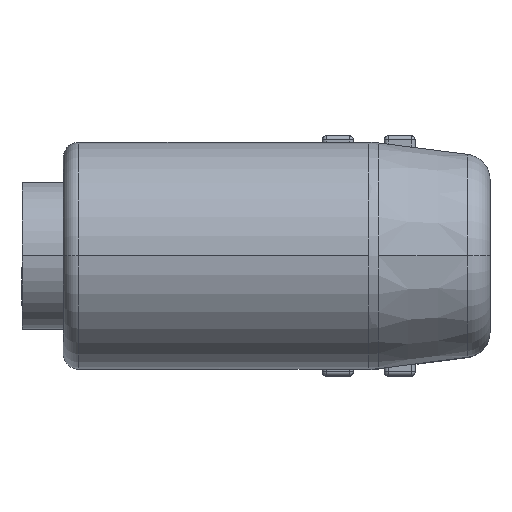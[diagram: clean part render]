
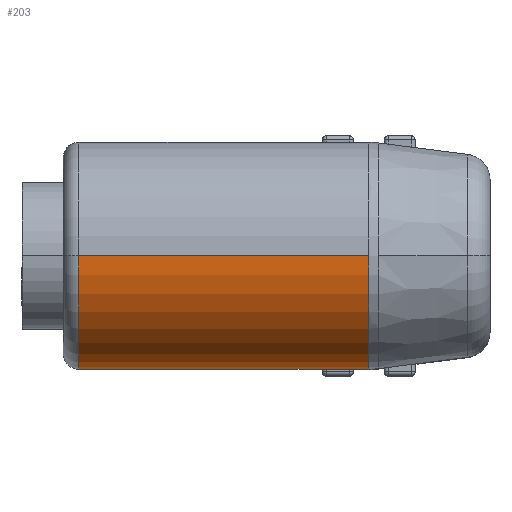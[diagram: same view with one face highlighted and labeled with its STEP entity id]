
A CAD part, top view. The second image highlights one B-rep face of the part: STEP entity #203.
In plain terms, the highlighted cylindrical face has radius 4.4 mm (diameter 8.8 mm), a partial arc.
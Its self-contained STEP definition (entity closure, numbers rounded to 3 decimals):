
#203=ADVANCED_FACE('',(#521),#522,.T.);
#521=FACE_OUTER_BOUND('',#957,.T.);
#522=CYLINDRICAL_SURFACE('',#958,4.4);
#957=EDGE_LOOP('',(#1506,#1507,#1508,#1509,#1510,#1511,#1512,#1513,#1514,#1515,#1516,#1517,#1518,#1519));
#958=AXIS2_PLACEMENT_3D('',#1520,#1521,#1522);
#1506=ORIENTED_EDGE('',*,*,#2622,.F.);
#1507=ORIENTED_EDGE('',*,*,#2623,.F.);
#1508=ORIENTED_EDGE('',*,*,#2624,.F.);
#1509=ORIENTED_EDGE('',*,*,#2625,.T.);
#1510=ORIENTED_EDGE('',*,*,#2626,.T.);
#1511=ORIENTED_EDGE('',*,*,#2627,.T.);
#1512=ORIENTED_EDGE('',*,*,#2628,.F.);
#1513=ORIENTED_EDGE('',*,*,#2629,.T.);
#1514=ORIENTED_EDGE('',*,*,#2630,.F.);
#1515=ORIENTED_EDGE('',*,*,#2631,.T.);
#1516=ORIENTED_EDGE('',*,*,#2632,.F.);
#1517=ORIENTED_EDGE('',*,*,#2633,.T.);
#1518=ORIENTED_EDGE('',*,*,#2634,.T.);
#1519=ORIENTED_EDGE('',*,*,#2635,.T.);
#1520=CARTESIAN_POINT('',(4.7,0.0,0.));
#1521=DIRECTION('',(-1.0,0.0,0.));
#1522=DIRECTION('',(0.,0.0,1.0));
#2622=EDGE_CURVE('',#3072,#3128,#3129,.T.);
#2623=EDGE_CURVE('',#3075,#3072,#3130,.T.);
#2624=EDGE_CURVE('',#3131,#3075,#3132,.T.);
#2625=EDGE_CURVE('',#3131,#3133,#3134,.T.);
#2626=EDGE_CURVE('',#3133,#3135,#3136,.T.);
#2627=EDGE_CURVE('',#3135,#3137,#3138,.T.);
#2628=EDGE_CURVE('',#3139,#3137,#3140,.T.);
#2629=EDGE_CURVE('',#3139,#3141,#3142,.T.);
#2630=EDGE_CURVE('',#3143,#3141,#3144,.T.);
#2631=EDGE_CURVE('',#3143,#3145,#3146,.T.);
#2632=EDGE_CURVE('',#3147,#3145,#3148,.T.);
#2633=EDGE_CURVE('',#3147,#3149,#3150,.T.);
#2634=EDGE_CURVE('',#3149,#3151,#3152,.T.);
#2635=EDGE_CURVE('',#3151,#3128,#3153,.T.);
#3072=VERTEX_POINT('',#3718);
#3075=VERTEX_POINT('',#3721);
#3128=VERTEX_POINT('',#3784);
#3129=LINE('',#3785,#3786);
#3130=CIRCLE('',#3787,4.4);
#3131=VERTEX_POINT('',#3788);
#3132=LINE('',#3789,#3790);
#3133=VERTEX_POINT('',#3791);
#3134=CIRCLE('',#3792,4.4);
#3135=VERTEX_POINT('',#3793);
#3136=B_SPLINE_CURVE_WITH_KNOTS('',3,(#3794,#3795,#3796,#3797,#3798,#3799,#3800,#3801,#3802,#3803,#3804,#3805),.UNSPECIFIED.,.F.,.F.,(4,2,2,2,2,4),(0.,0.,0.001,0.001,0.002,0.002),.UNSPECIFIED.);
#3137=VERTEX_POINT('',#3806);
#3138=ELLIPSE('',#3807,34.628,4.4);
#3139=VERTEX_POINT('',#3808);
#3140=CIRCLE('',#3809,4.4);
#3141=VERTEX_POINT('',#3810);
#3142=B_SPLINE_CURVE_WITH_KNOTS('',3,(#3811,#3812,#3813,#3814,#3815,#3816,#3817,#3818,#3819,#3820,#3821,#3822,#3823,#3824,#3825,#3826),.UNSPECIFIED.,.F.,.F.,(4,3,3,3,3,4),(0.0,0.,0.,0.,0.,0.),.UNSPECIFIED.);
#3143=VERTEX_POINT('',#3827);
#3144=LINE('',#3828,#3829);
#3145=VERTEX_POINT('',#3830);
#3146=B_SPLINE_CURVE_WITH_KNOTS('',3,(#3831,#3832,#3833,#3834,#3835,#3836,#3837,#3838,#3839,#3840,#3841,#3842,#3843,#3844,#3845,#3846),.UNSPECIFIED.,.F.,.F.,(4,3,3,3,3,4),(0.,0.,0.,0.,0.,0.),.UNSPECIFIED.);
#3147=VERTEX_POINT('',#3847);
#3148=CIRCLE('',#3848,4.4);
#3149=VERTEX_POINT('',#3849);
#3150=ELLIPSE('',#3850,34.628,4.4);
#3151=VERTEX_POINT('',#3851);
#3152=B_SPLINE_CURVE_WITH_KNOTS('',3,(#3852,#3853,#3854,#3855),.UNSPECIFIED.,.F.,.F.,(4,4),(0.,0.001),.UNSPECIFIED.);
#3153=CIRCLE('',#3856,4.4);
#3718=CARTESIAN_POINT('',(-11.25,0.0,4.4));
#3721=CARTESIAN_POINT('',(-11.25,0.,-4.4));
#3784=CARTESIAN_POINT('',(0.,0.,4.4));
#3785=CARTESIAN_POINT('',(-5.625,0.,4.4));
#3786=VECTOR('',#4627,1.0);
#3787=AXIS2_PLACEMENT_3D('',#4628,#4629,#4630);
#3788=CARTESIAN_POINT('',(-4.7,0.,-4.4));
#3789=CARTESIAN_POINT('',(-5.625,0.,-4.4));
#3790=VECTOR('',#4631,1.0);
#3791=CARTESIAN_POINT('',(-4.7,-2.942,-3.271));
#3792=AXIS2_PLACEMENT_3D('',#4632,#4633,#4634);
#3793=CARTESIAN_POINT('',(-3.827,-3.934,-1.97));
#3794=CARTESIAN_POINT('',(-4.7,-2.942,-3.271));
#3795=CARTESIAN_POINT('',(-4.7,-3.065,-3.161));
#3796=CARTESIAN_POINT('',(-4.678,-3.178,-3.047));
#3797=CARTESIAN_POINT('',(-4.602,-3.389,-2.811));
#3798=CARTESIAN_POINT('',(-4.547,-3.486,-2.689));
#3799=CARTESIAN_POINT('',(-4.408,-3.657,-2.451));
#3800=CARTESIAN_POINT('',(-4.323,-3.734,-2.331));
#3801=CARTESIAN_POINT('',(-4.166,-3.829,-2.168));
#3802=CARTESIAN_POINT('',(-4.108,-3.858,-2.116));
#3803=CARTESIAN_POINT('',(-3.979,-3.905,-2.028));
#3804=CARTESIAN_POINT('',(-3.907,-3.924,-1.991));
#3805=CARTESIAN_POINT('',(-3.827,-3.934,-1.97));
#3806=CARTESIAN_POINT('',(-1.8,-4.194,-1.331));
#3807=AXIS2_PLACEMENT_3D('',#4635,#4636,#4637);
#3808=CARTESIAN_POINT('',(-1.8,-4.397,-0.15));
#3809=AXIS2_PLACEMENT_3D('',#4638,#4639,#4640);
#3810=CARTESIAN_POINT('',(-1.65,-4.4,0.));
#3811=CARTESIAN_POINT('',(-1.8,-4.397,-0.15));
#3812=CARTESIAN_POINT('',(-1.8,-4.398,-0.133));
#3813=CARTESIAN_POINT('',(-1.797,-4.398,-0.116));
#3814=CARTESIAN_POINT('',(-1.792,-4.399,-0.1));
#3815=CARTESIAN_POINT('',(-1.786,-4.399,-0.085));
#3816=CARTESIAN_POINT('',(-1.778,-4.399,-0.069));
#3817=CARTESIAN_POINT('',(-1.767,-4.4,-0.056));
#3818=CARTESIAN_POINT('',(-1.757,-4.4,-0.043));
#3819=CARTESIAN_POINT('',(-1.744,-4.4,-0.032));
#3820=CARTESIAN_POINT('',(-1.73,-4.4,-0.023));
#3821=CARTESIAN_POINT('',(-1.715,-4.4,-0.014));
#3822=CARTESIAN_POINT('',(-1.699,-4.4,-0.007));
#3823=CARTESIAN_POINT('',(-1.683,-4.4,-0.004));
#3824=CARTESIAN_POINT('',(-1.672,-4.4,-0.001));
#3825=CARTESIAN_POINT('',(-1.661,-4.4,0.));
#3826=CARTESIAN_POINT('',(-1.65,-4.4,0.));
#3827=CARTESIAN_POINT('',(-0.75,-4.4,0.));
#3828=CARTESIAN_POINT('',(4.7,-4.4,0.0));
#3829=VECTOR('',#4641,1000.0);
#3830=CARTESIAN_POINT('',(-0.6,-4.397,-0.15));
#3831=CARTESIAN_POINT('',(-0.75,-4.4,0.));
#3832=CARTESIAN_POINT('',(-0.733,-4.4,0.));
#3833=CARTESIAN_POINT('',(-0.716,-4.4,-0.003));
#3834=CARTESIAN_POINT('',(-0.7,-4.4,-0.008));
#3835=CARTESIAN_POINT('',(-0.685,-4.4,-0.014));
#3836=CARTESIAN_POINT('',(-0.669,-4.4,-0.022));
#3837=CARTESIAN_POINT('',(-0.656,-4.4,-0.033));
#3838=CARTESIAN_POINT('',(-0.643,-4.4,-0.043));
#3839=CARTESIAN_POINT('',(-0.632,-4.4,-0.056));
#3840=CARTESIAN_POINT('',(-0.623,-4.399,-0.07));
#3841=CARTESIAN_POINT('',(-0.614,-4.399,-0.085));
#3842=CARTESIAN_POINT('',(-0.607,-4.399,-0.101));
#3843=CARTESIAN_POINT('',(-0.604,-4.398,-0.117));
#3844=CARTESIAN_POINT('',(-0.601,-4.398,-0.128));
#3845=CARTESIAN_POINT('',(-0.6,-4.398,-0.139));
#3846=CARTESIAN_POINT('',(-0.6,-4.397,-0.15));
#3847=CARTESIAN_POINT('',(-0.6,-4.348,-0.677));
#3848=AXIS2_PLACEMENT_3D('',#4642,#4643,#4644);
#3849=CARTESIAN_POINT('',(-0.381,-4.376,-0.462));
#3850=AXIS2_PLACEMENT_3D('',#4645,#4646,#4647);
#3851=CARTESIAN_POINT('',(0.,-4.4,0.0));
#3852=CARTESIAN_POINT('',(-0.381,-4.376,-0.462));
#3853=CARTESIAN_POINT('',(-0.254,-4.392,-0.308));
#3854=CARTESIAN_POINT('',(-0.127,-4.4,-0.154));
#3855=CARTESIAN_POINT('',(0.,-4.4,0.));
#3856=AXIS2_PLACEMENT_3D('',#4648,#4649,#4650);
#4627=DIRECTION('',(1.0,-0.0,0.));
#4628=CARTESIAN_POINT('',(-11.25,0.0,0.));
#4629=DIRECTION('',(-1.0,0.0,0.));
#4630=DIRECTION('',(0.,0.0,1.0));
#4631=DIRECTION('',(-1.0,0.0,0.));
#4632=CARTESIAN_POINT('',(-4.7,0.0,0.));
#4633=DIRECTION('',(-1.0,0.,0.0));
#4634=DIRECTION('',(0.,1.0,0.0));
#4635=CARTESIAN_POINT('',(-34.539,0.0,0.));
#4636=DIRECTION('',(-0.127,-0.992,0.));
#4637=DIRECTION('',(-0.992,0.127,0.));
#4638=CARTESIAN_POINT('',(-1.8,0.0,0.));
#4639=DIRECTION('',(1.0,0.,0.0));
#4640=DIRECTION('',(0.,-1.0,0.0));
#4641=DIRECTION('',(-1.0,0.0,0.));
#4642=CARTESIAN_POINT('',(-0.6,0.0,0.));
#4643=DIRECTION('',(-1.0,0.0,0.0));
#4644=DIRECTION('',(0.0,0.0,-1.0));
#4645=CARTESIAN_POINT('',(-34.539,0.0,0.));
#4646=DIRECTION('',(-0.127,-0.992,0.));
#4647=DIRECTION('',(-0.992,0.127,0.));
#4648=CARTESIAN_POINT('',(0.0,0.0,0.));
#4649=DIRECTION('',(-1.0,0.0,0.));
#4650=DIRECTION('',(0.,0.0,1.0));
